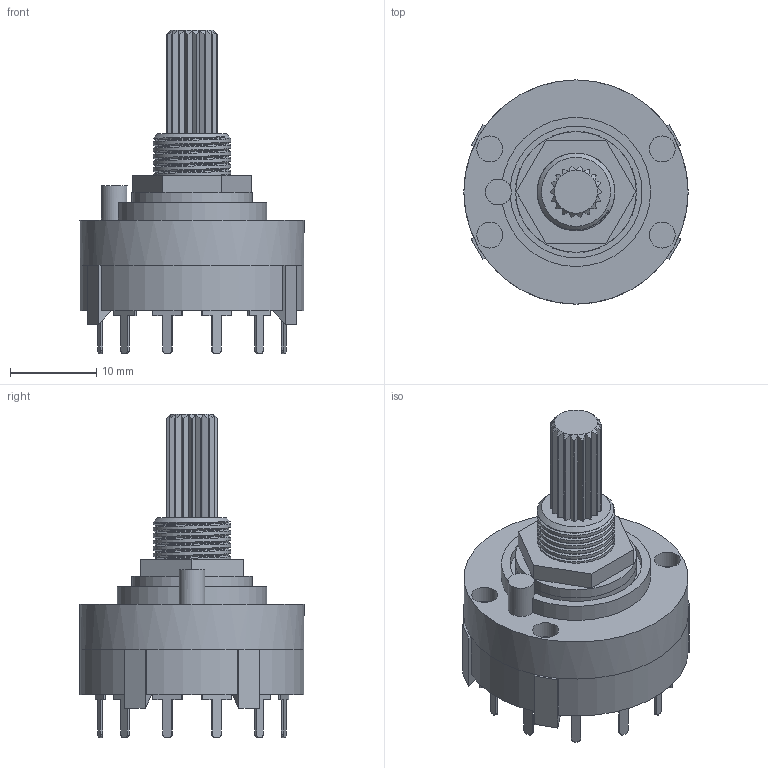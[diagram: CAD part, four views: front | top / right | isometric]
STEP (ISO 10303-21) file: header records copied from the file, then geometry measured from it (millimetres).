
FILE_DESCRIPTION(('FreeCAD Model'),'2;1');
FILE_NAME('Alpha Taiwan SR2612.step','2019-06-24T11:31:14',('Author'),(''), 'Open CASCADE STEP processor 7.3','FreeCAD','Unknown');
FILE_SCHEMA(('AUTOMOTIVE_DESIGN { 1 0 10303 214 1 1 1 1 }'));
Length unit declared in the file: millimetre
Products named in the file (5): Alpha_Taiwan_SR2612_Nut; Alpha_Taiwan_SR2612_Fusion_Body; Alpha_Taiwan_SR2612_LockWasher; Alpha_Taiwan_SR2612_Fusion_Pins; Alpha_Taiwan_SR2612_RotationWasher
Bounding box: 26 x 26 x 37.5 mm (x, y, z)
Volume: 7004.1 mm3; surface area: 3952.6 mm2
Topology: 20 solids, 20 shells, 436 faces, 2010 edges, 4514 vertices
Faces by surface type: plane 301, cylinder 83, bspline 33, cone 19
Full cylindrical faces by diameter (mm): 3 x5, 9 x11, 9.5 x1, 10 x2, 14 x2, 26 x1
Entity records: 29291 total; most frequent: CARTESIAN_POINT 11271, DIRECTION 3075, ORIENTED_EDGE 2100, LINE 1593, VECTOR 1593, EDGE_CURVE 1050, GEOMETRIC_CURVE_SET 961, TRIMMED_CURVE 960
